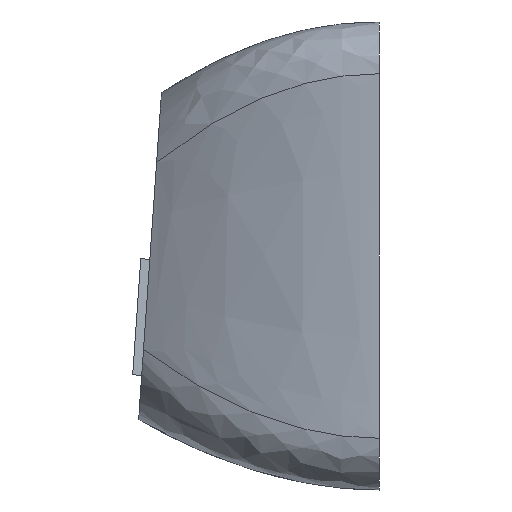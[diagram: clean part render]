
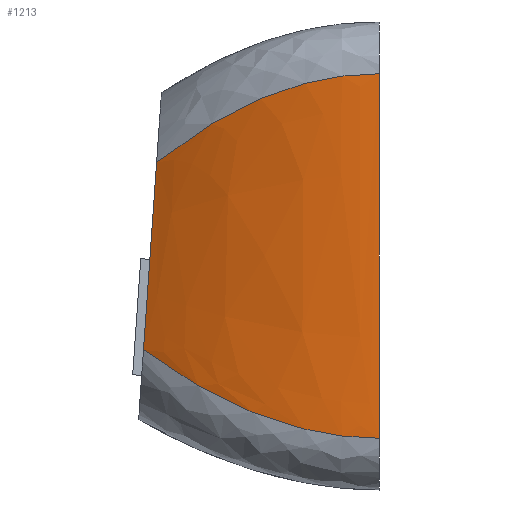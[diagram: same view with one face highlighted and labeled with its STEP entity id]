
A CAD part, left-side view. The second image highlights one B-rep face of the part: STEP entity #1213.
In plain terms, the highlighted free-form (B-spline) face has degree [3, 3] with [4, 4] control points.
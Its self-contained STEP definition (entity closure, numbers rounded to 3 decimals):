
#43=B_SPLINE_SURFACE_WITH_KNOTS('',3,3,((#2298,#2299,#2300,#2301),(#2302,
#2303,#2304,#2305),(#2306,#2307,#2308,#2309),(#2310,#2311,#2312,#2313)),
 .UNSPECIFIED.,.F.,.F.,.F.,(4,4),(4,4),(0.,1.),(0.,1.),.UNSPECIFIED.);
#80=B_SPLINE_CURVE_WITH_KNOTS('',3,(#2294,#2295,#2296,#2297),
 .UNSPECIFIED.,.F.,.F.,(4,4),(0.,1.),.UNSPECIFIED.);
#81=B_SPLINE_CURVE_WITH_KNOTS('',3,(#2314,#2315,#2316,#2317),
 .UNSPECIFIED.,.F.,.F.,(4,4),(0.,1.),.UNSPECIFIED.);
#112=FACE_OUTER_BOUND('',#181,.T.);
#181=EDGE_LOOP('',(#943,#944,#945,#946));
#260=LINE('',#2157,#393);
#265=LINE('',#2178,#398);
#393=VECTOR('',#1403,10.);
#398=VECTOR('',#1420,10.);
#531=VERTEX_POINT('',#2154);
#532=VERTEX_POINT('',#2156);
#541=VERTEX_POINT('',#2175);
#542=VERTEX_POINT('',#2177);
#670=EDGE_CURVE('',#532,#531,#260,.T.);
#680=EDGE_CURVE('',#541,#542,#265,.T.);
#688=EDGE_CURVE('',#541,#532,#80,.T.);
#689=EDGE_CURVE('',#542,#531,#81,.T.);
#943=ORIENTED_EDGE('',*,*,#680,.F.);
#944=ORIENTED_EDGE('',*,*,#688,.T.);
#945=ORIENTED_EDGE('',*,*,#670,.T.);
#946=ORIENTED_EDGE('',*,*,#689,.F.);
#1213=ADVANCED_FACE('',(#112),#43,.F.);
#1403=DIRECTION('',(0.,0.,1.));
#1420=DIRECTION('',(0.,-0.07,0.998));
#2154=CARTESIAN_POINT('',(0.,0.,16.1));
#2156=CARTESIAN_POINT('',(0.,0.,2.));
#2157=CARTESIAN_POINT('',(0.,0.,16.1));
#2175=CARTESIAN_POINT('',(2.7,9.12,5.431));
#2177=CARTESIAN_POINT('',(2.7,8.614,12.669));
#2178=CARTESIAN_POINT('',(2.7,8.614,12.669));
#2294=CARTESIAN_POINT('Ctrl Pts',(2.7,9.12,5.431));
#2295=CARTESIAN_POINT('Ctrl Pts',(0.9,6.08,3.144));
#2296=CARTESIAN_POINT('Ctrl Pts',(0.,2.956,
2.));
#2297=CARTESIAN_POINT('Ctrl Pts',(0.,0.,
2.));
#2298=CARTESIAN_POINT('Ctrl Pts',(2.7,9.12,5.431));
#2299=CARTESIAN_POINT('Ctrl Pts',(0.9,6.08,3.144));
#2300=CARTESIAN_POINT('Ctrl Pts',(0.,2.956,
2.));
#2301=CARTESIAN_POINT('Ctrl Pts',(0.,0.,
2.));
#2302=CARTESIAN_POINT('Ctrl Pts',(2.7,9.022,6.841));
#2303=CARTESIAN_POINT('Ctrl Pts',(0.939,6.014,4.776));
#2304=CARTESIAN_POINT('Ctrl Pts',(0.,2.956,
3.047));
#2305=CARTESIAN_POINT('Ctrl Pts',(0.,0.,
3.047));
#2306=CARTESIAN_POINT('Ctrl Pts',(2.7,8.713,11.259));
#2307=CARTESIAN_POINT('Ctrl Pts',(0.939,5.808,13.324));
#2308=CARTESIAN_POINT('Ctrl Pts',(0.,2.956,
15.053));
#2309=CARTESIAN_POINT('Ctrl Pts',(0.,0.,
15.053));
#2310=CARTESIAN_POINT('Ctrl Pts',(2.7,8.614,12.669));
#2311=CARTESIAN_POINT('Ctrl Pts',(0.9,5.743,14.956));
#2312=CARTESIAN_POINT('Ctrl Pts',(0.,2.956,
16.1));
#2313=CARTESIAN_POINT('Ctrl Pts',(0.,0.,16.1));
#2314=CARTESIAN_POINT('Ctrl Pts',(2.7,8.614,12.669));
#2315=CARTESIAN_POINT('Ctrl Pts',(0.9,5.743,14.956));
#2316=CARTESIAN_POINT('Ctrl Pts',(0.,2.956,
16.1));
#2317=CARTESIAN_POINT('Ctrl Pts',(0.,0.,16.1));
